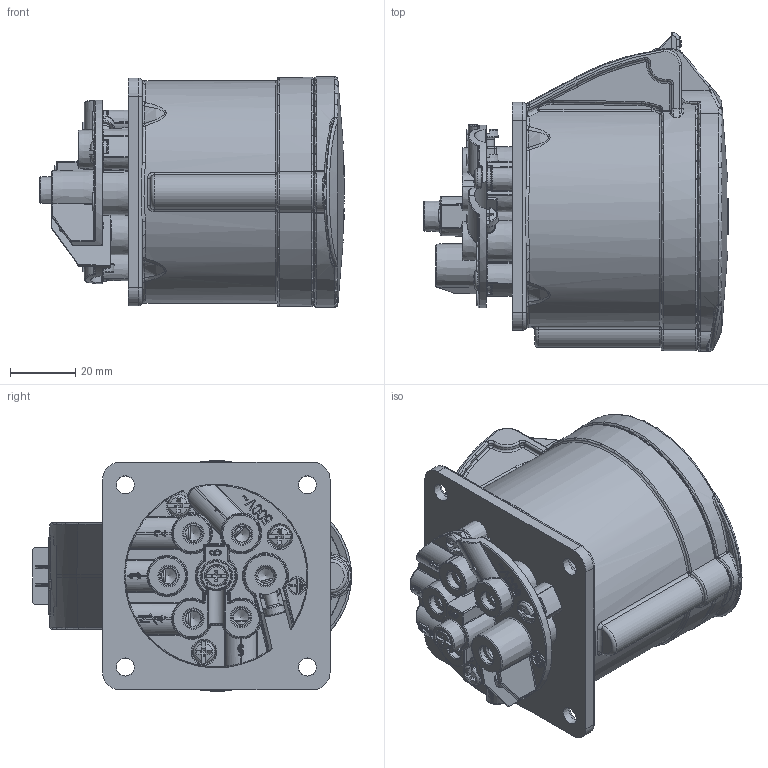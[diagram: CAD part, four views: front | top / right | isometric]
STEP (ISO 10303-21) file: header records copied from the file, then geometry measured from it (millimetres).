
FILE_DESCRIPTION (( 'STEP AP203' ), '1' );
FILE_NAME ('327-6v.STEP', '2019-10-21T08:55:23', ( '' ), ( '' ), 'SwSTEP 2.0', 'SolidWorks 2019', '' );
FILE_SCHEMA (( 'CONFIG_CONTROL_DESIGN' ));
Length unit declared in the file: millimetre
Products named in the file (1): 327-6v
Bounding box: 93.69 x 98.05 x 70.91 mm (x, y, z)
Volume: 291766.7 mm3; surface area: 47127.8 mm2
Topology: 1 solids, 1 shells, 2069 faces, 5104 edges, 3030 vertices
Faces by surface type: plane 659, bspline 531, cylinder 323, torus 238, cone 188, sphere 130
Full cylindrical faces by diameter (mm): 4 x8, 4.7 x7, 6.107 x1, 7 x1, 8.5 x6, 10 x1
Entity records: 90900 total; most frequent: CARTESIAN_POINT 48151, ORIENTED_EDGE 9612, DIRECTION 7761, EDGE_CURVE 4806, AXIS2_PLACEMENT_3D 3169, VERTEX_POINT 2929, EDGE_LOOP 2309, FACE_OUTER_BOUND 2137
